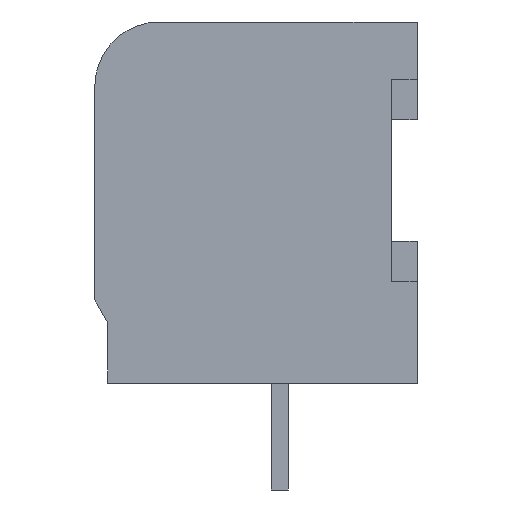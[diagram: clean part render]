
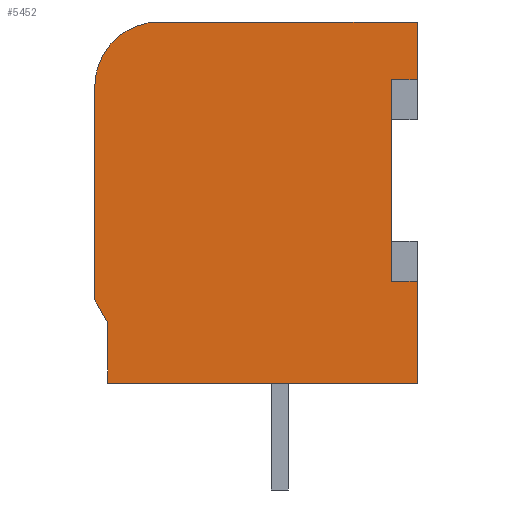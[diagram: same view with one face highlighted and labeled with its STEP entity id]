
A CAD part, left-side view. The second image highlights one B-rep face of the part: STEP entity #5452.
In plain terms, the highlighted planar face has unit normal (-1, 0, 0).
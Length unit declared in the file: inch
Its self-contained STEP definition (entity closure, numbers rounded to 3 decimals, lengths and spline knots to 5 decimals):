
#72=DIRECTION('',(0.,0.,1.));
#73=VECTOR('',#72,0.39);
#74=CARTESIAN_POINT('',(-0.7805,-0.2625,-0.502));
#75=LINE('',#74,#73);
#76=DIRECTION('',(0.,1.,0.));
#77=VECTOR('',#76,0.05);
#78=CARTESIAN_POINT('',(-0.7805,-0.3125,-0.502));
#79=LINE('',#78,#77);
#80=DIRECTION('',(0.,0.,-1.));
#81=VECTOR('',#80,0.198);
#82=CARTESIAN_POINT('',(-0.7805,-0.3125,-0.502));
#83=LINE('',#82,#81);
#84=DIRECTION('',(0.,1.,0.));
#85=VECTOR('',#84,0.6);
#86=CARTESIAN_POINT('',(-0.7805,-0.3125,-0.7));
#87=LINE('',#86,#85);
#88=DIRECTION('',(0.,0.,1.));
#89=VECTOR('',#88,0.118);
#90=CARTESIAN_POINT('',(-0.7805,0.2875,-0.7));
#91=LINE('',#90,#89);
#92=DIRECTION('',(0.,0.5,0.866));
#93=VECTOR('',#92,0.05);
#94=CARTESIAN_POINT('',(-0.7805,0.2875,-0.582));
#95=LINE('',#94,#93);
#96=DIRECTION('',(0.,0.,1.));
#97=VECTOR('',#96,0.4137);
#98=CARTESIAN_POINT('',(-0.7805,0.3125,-0.5387));
#99=LINE('',#98,#97);
#100=CARTESIAN_POINT('',(-0.7805,0.1875,-0.125));
#101=DIRECTION('',(1.,0.,0.));
#102=DIRECTION('',(0.,1.,0.));
#103=AXIS2_PLACEMENT_3D('',#100,#101,#102);
#105=DIRECTION('',(0.,-1.,0.));
#106=VECTOR('',#105,0.5);
#107=CARTESIAN_POINT('',(-0.7805,0.1875,0.));
#108=LINE('',#107,#106);
#109=DIRECTION('',(0.,0.,-1.));
#110=VECTOR('',#109,0.112);
#111=CARTESIAN_POINT('',(-0.7805,-0.3125,0.));
#112=LINE('',#111,#110);
#113=DIRECTION('',(0.,1.,0.));
#114=VECTOR('',#113,0.05);
#115=CARTESIAN_POINT('',(-0.7805,-0.3125,-0.112));
#116=LINE('',#115,#114);
#4398=CARTESIAN_POINT('',(-0.7805,0.3125,-0.125));
#4399=CARTESIAN_POINT('',(-0.7805,0.1875,0.));
#4400=VERTEX_POINT('',#4398);
#4401=VERTEX_POINT('',#4399);
#4402=CARTESIAN_POINT('',(-0.7805,-0.3125,0.));
#4403=VERTEX_POINT('',#4402);
#4404=CARTESIAN_POINT('',(-0.7805,-0.3125,-0.7));
#4405=CARTESIAN_POINT('',(-0.7805,0.2875,-0.7));
#4406=VERTEX_POINT('',#4404);
#4407=VERTEX_POINT('',#4405);
#4408=CARTESIAN_POINT('',(-0.7805,0.2875,-0.582));
#4409=VERTEX_POINT('',#4408);
#4410=CARTESIAN_POINT('',(-0.7805,0.3125,-0.5387));
#4411=VERTEX_POINT('',#4410);
#4534=CARTESIAN_POINT('',(-0.7805,-0.2625,-0.502));
#4535=CARTESIAN_POINT('',(-0.7805,-0.2625,-0.112));
#4536=VERTEX_POINT('',#4534);
#4537=VERTEX_POINT('',#4535);
#4538=CARTESIAN_POINT('',(-0.7805,-0.3125,-0.502));
#4539=VERTEX_POINT('',#4538);
#4540=CARTESIAN_POINT('',(-0.7805,-0.3125,-0.112));
#4541=VERTEX_POINT('',#4540);
#5423=CARTESIAN_POINT('',(-0.7805,0.,0.));
#5424=DIRECTION('',(1.,0.,0.));
#5425=DIRECTION('',(0.,0.,-1.));
#5426=AXIS2_PLACEMENT_3D('',#5423,#5424,#5425);
#5427=PLANE('',#5426);
#5429=ORIENTED_EDGE('',*,*,#5428,.F.);
#5431=ORIENTED_EDGE('',*,*,#5430,.F.);
#5433=ORIENTED_EDGE('',*,*,#5432,.T.);
#5435=ORIENTED_EDGE('',*,*,#5434,.T.);
#5437=ORIENTED_EDGE('',*,*,#5436,.T.);
#5439=ORIENTED_EDGE('',*,*,#5438,.T.);
#5441=ORIENTED_EDGE('',*,*,#5440,.T.);
#5443=ORIENTED_EDGE('',*,*,#5442,.T.);
#5445=ORIENTED_EDGE('',*,*,#5444,.T.);
#5447=ORIENTED_EDGE('',*,*,#5446,.T.);
#5449=ORIENTED_EDGE('',*,*,#5448,.T.);
#5450=EDGE_LOOP('',(#5429,#5431,#5433,#5435,#5437,#5439,#5441,#5443,#5445,#5447,
#5449));
#5451=FACE_OUTER_BOUND('',#5450,.F.);
#5452=ADVANCED_FACE('',(#5451),#5427,.F.);
#104=CIRCLE('',#103,0.125);
#5428=EDGE_CURVE('',#4536,#4537,#75,.T.);
#5430=EDGE_CURVE('',#4539,#4536,#79,.T.);
#5432=EDGE_CURVE('',#4539,#4406,#83,.T.);
#5434=EDGE_CURVE('',#4406,#4407,#87,.T.);
#5436=EDGE_CURVE('',#4407,#4409,#91,.T.);
#5438=EDGE_CURVE('',#4409,#4411,#95,.T.);
#5440=EDGE_CURVE('',#4411,#4400,#99,.T.);
#5442=EDGE_CURVE('',#4400,#4401,#104,.T.);
#5444=EDGE_CURVE('',#4401,#4403,#108,.T.);
#5446=EDGE_CURVE('',#4403,#4541,#112,.T.);
#5448=EDGE_CURVE('',#4541,#4537,#116,.T.);
